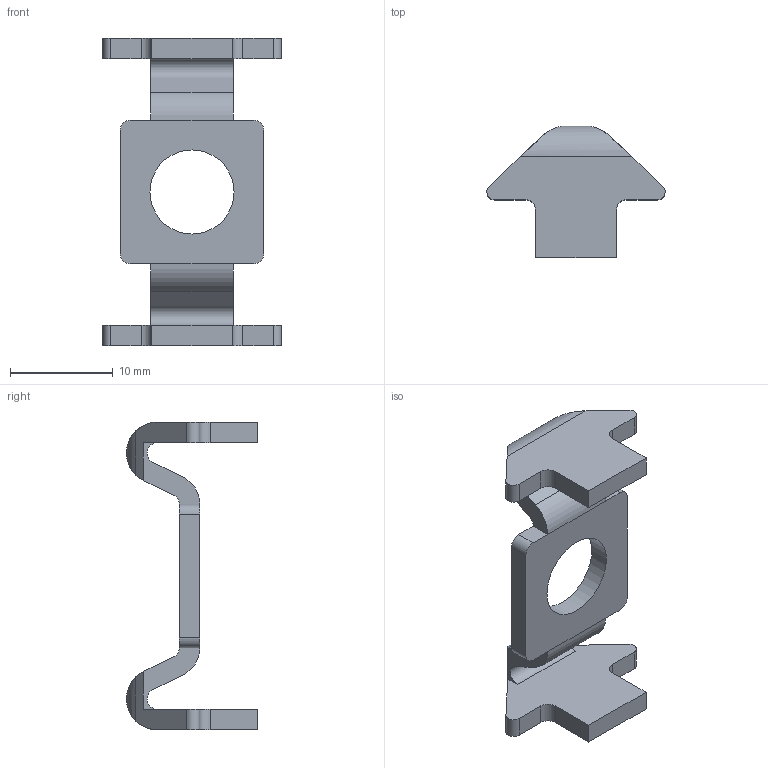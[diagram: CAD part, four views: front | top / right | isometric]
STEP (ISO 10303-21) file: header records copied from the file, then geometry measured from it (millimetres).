
FILE_DESCRIPTION(/* description */ ('SV1910V'),/* implementation_level */ '2;1');
FILE_NAME(/* name */ 'SV1910V_A.stp',/* time_stamp */ '2015-11-30T11:31:56+01:00',/* author */ ('Marina Kaa'),/* organization */ (''),/* preprocessor_version */ 'ST-DEVELOPER v15.6',/* originating_system */ 'Autodesk Inventor 2015',/* authorisation */ '');
FILE_SCHEMA (('AUTOMOTIVE_DESIGN { 1 0 10303 214 3 1 1 }'));
Length unit declared in the file: millimetre
Products named in the file (1): SV1910V_A
Bounding box: 17.39 x 12.78 x 30 mm (x, y, z)
Surface area: 1419 mm2 (no closed solid volume)
Topology: 0 solids, 1 shells, 59 faces, 163 edges, 106 vertices
Faces by surface type: plane 34, cylinder 25
Full cylindrical faces by diameter (mm): 8.2 x1
Entity records: 1993 total; most frequent: CARTESIAN_POINT 416, DIRECTION 328, ORIENTED_EDGE 324, EDGE_CURVE 162, AXIS2_PLACEMENT_3D 110, LINE 108, VECTOR 108, VERTEX_POINT 106
